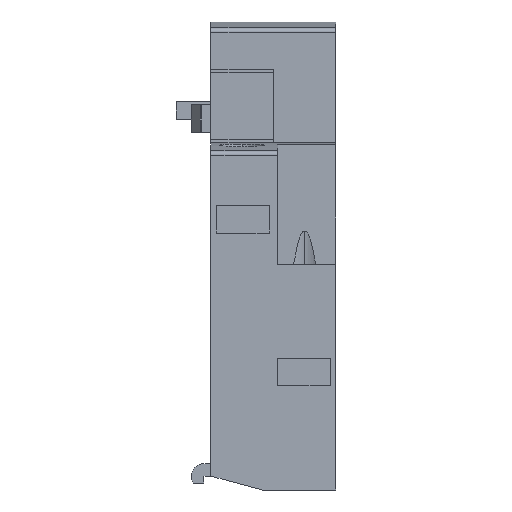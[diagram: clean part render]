
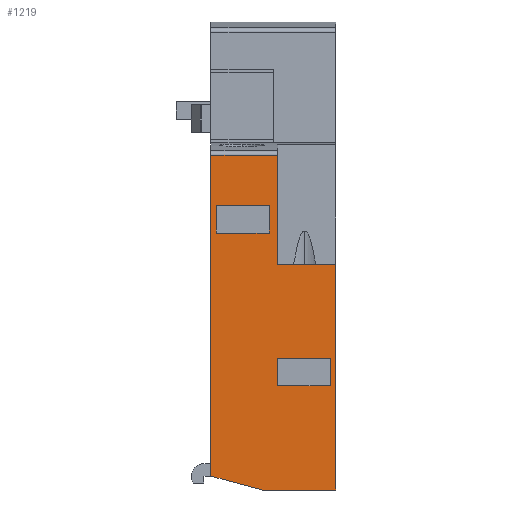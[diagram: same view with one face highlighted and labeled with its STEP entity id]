
A CAD part, front view. The second image highlights one B-rep face of the part: STEP entity #1219.
In plain terms, the highlighted planar face has unit normal (0, -1, 0).
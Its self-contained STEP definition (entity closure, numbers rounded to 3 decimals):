
#1219=ADVANCED_FACE('',(#3478,#3479,#3480),#3481,.T.);
#1919=VERTEX_POINT('',#4335);
#1921=VERTEX_POINT('',#4337);
#1923=EDGE_CURVE('',#1919,#1921,#4339,.T.);
#1935=VERTEX_POINT('',#4351);
#1937=EDGE_CURVE('',#1921,#1935,#4353,.T.);
#1945=VERTEX_POINT('',#4361);
#1947=EDGE_CURVE('',#1935,#1945,#4363,.T.);
#1957=EDGE_CURVE('',#1945,#1919,#4373,.T.);
#2003=VERTEX_POINT('',#4419);
#2007=VERTEX_POINT('',#4423);
#2009=EDGE_CURVE('',#2007,#2003,#4425,.T.);
#2013=VERTEX_POINT('',#4429);
#2015=EDGE_CURVE('',#2003,#2013,#4431,.T.);
#2023=VERTEX_POINT('',#4439);
#2025=EDGE_CURVE('',#2013,#2023,#4441,.T.);
#2027=VERTEX_POINT('',#4443);
#2029=EDGE_CURVE('',#2023,#2027,#4445,.T.);
#2031=VERTEX_POINT('',#4447);
#2033=EDGE_CURVE('',#2027,#2031,#4449,.T.);
#2035=VERTEX_POINT('',#4451);
#2037=EDGE_CURVE('',#2035,#2031,#4453,.T.);
#2039=EDGE_CURVE('',#2035,#2007,#4455,.T.);
#2041=VERTEX_POINT('',#4457);
#2043=VERTEX_POINT('',#4459);
#2045=EDGE_CURVE('',#2041,#2043,#4461,.T.);
#2047=VERTEX_POINT('',#4463);
#2049=EDGE_CURVE('',#2043,#2047,#4465,.T.);
#2051=VERTEX_POINT('',#4467);
#2053=EDGE_CURVE('',#2047,#2051,#4469,.T.);
#2055=EDGE_CURVE('',#2051,#2041,#4471,.T.);
#3478=FACE_OUTER_BOUND('',#5884,.T.);
#3479=FACE_BOUND('',#5885,.T.);
#3480=FACE_BOUND('',#5886,.T.);
#3481=PLANE('',#5887);
#4335=CARTESIAN_POINT('',(13.4,0.0,41.0));
#4337=CARTESIAN_POINT('',(13.4,0.0,37.0));
#4339=LINE('',#7230,#7231);
#4351=CARTESIAN_POINT('',(5.8,0.0,37.0));
#4353=LINE('',#7252,#7253);
#4361=CARTESIAN_POINT('',(5.8,0.0,41.0));
#4363=LINE('',#7268,#7269);
#4373=LINE('',#7286,#7287);
#4419=CARTESIAN_POINT('',(14.6,0.0,32.5));
#4423=CARTESIAN_POINT('',(23.0,0.0,32.5));
#4425=LINE('',#7363,#7364);
#4429=CARTESIAN_POINT('',(14.6,0.0,48.227));
#4431=LINE('',#7373,#7374);
#4439=CARTESIAN_POINT('',(5.0,0.0,48.227));
#4441=LINE('',#7387,#7388);
#4443=CARTESIAN_POINT('',(5.0,0.0,2.));
#4445=LINE('',#7393,#7394);
#4447=CARTESIAN_POINT('',(12.464,0.0,0.0));
#4449=LINE('',#7399,#7400);
#4451=CARTESIAN_POINT('',(23.0,0.0,0.0));
#4453=LINE('',#7405,#7406);
#4455=LINE('',#7409,#7410);
#4457=CARTESIAN_POINT('',(14.6,0.0,15.0));
#4459=CARTESIAN_POINT('',(14.6,0.0,19.0));
#4461=LINE('',#7417,#7418);
#4463=CARTESIAN_POINT('',(22.2,0.0,19.0));
#4465=LINE('',#7423,#7424);
#4467=CARTESIAN_POINT('',(22.2,0.0,15.0));
#4469=LINE('',#7429,#7430);
#4471=LINE('',#7433,#7434);
#5884=EDGE_LOOP('',(#9870,#9871,#9872,#9873,#9874,#9875,#9876));
#5885=EDGE_LOOP('',(#9877,#9878,#9879,#9880));
#5886=EDGE_LOOP('',(#9881,#9882,#9883,#9884));
#5887=AXIS2_PLACEMENT_3D('',#9885,#9886,#9887);
#7230=CARTESIAN_POINT('',(13.4,0.0,42.613));
#7231=VECTOR('',#11428,1.0);
#7252=CARTESIAN_POINT('',(16.3,0.0,37.0));
#7253=VECTOR('',#11432,1.0);
#7268=CARTESIAN_POINT('',(5.8,0.0,42.613));
#7269=VECTOR('',#11435,1.0);
#7286=CARTESIAN_POINT('',(16.3,0.0,41.0));
#7287=VECTOR('',#11439,1.0);
#7363=CARTESIAN_POINT('',(20.9,0.0,32.5));
#7364=VECTOR('',#11464,1.0);
#7373=CARTESIAN_POINT('',(14.6,0.0,40.363));
#7374=VECTOR('',#11466,1.0);
#7387=CARTESIAN_POINT('',(23.0,0.0,48.227));
#7388=VECTOR('',#11473,1.0);
#7393=CARTESIAN_POINT('',(5.0,0.0,0.0));
#7394=VECTOR('',#11474,1.0);
#7399=CARTESIAN_POINT('',(11.351,0.0,0.298));
#7400=VECTOR('',#11475,1.0);
#7405=CARTESIAN_POINT('',(23.0,0.0,0.0));
#7406=VECTOR('',#11476,1.0);
#7409=CARTESIAN_POINT('',(23.0,0.0,0.0));
#7410=VECTOR('',#11477,1.0);
#7417=CARTESIAN_POINT('',(14.6,0.0,31.613));
#7418=VECTOR('',#11478,1.0);
#7423=CARTESIAN_POINT('',(20.7,0.0,19.0));
#7424=VECTOR('',#11479,1.0);
#7429=CARTESIAN_POINT('',(22.2,0.0,31.613));
#7430=VECTOR('',#11480,1.0);
#7433=CARTESIAN_POINT('',(20.7,0.0,15.0));
#7434=VECTOR('',#11481,1.0);
#9870=ORIENTED_EDGE('',*,*,#2009,.T.);
#9871=ORIENTED_EDGE('',*,*,#2015,.T.);
#9872=ORIENTED_EDGE('',*,*,#2025,.T.);
#9873=ORIENTED_EDGE('',*,*,#2029,.T.);
#9874=ORIENTED_EDGE('',*,*,#2033,.T.);
#9875=ORIENTED_EDGE('',*,*,#2037,.F.);
#9876=ORIENTED_EDGE('',*,*,#2039,.T.);
#9877=ORIENTED_EDGE('',*,*,#1947,.T.);
#9878=ORIENTED_EDGE('',*,*,#1957,.T.);
#9879=ORIENTED_EDGE('',*,*,#1923,.T.);
#9880=ORIENTED_EDGE('',*,*,#1937,.T.);
#9881=ORIENTED_EDGE('',*,*,#2045,.T.);
#9882=ORIENTED_EDGE('',*,*,#2049,.T.);
#9883=ORIENTED_EDGE('',*,*,#2053,.T.);
#9884=ORIENTED_EDGE('',*,*,#2055,.T.);
#9885=CARTESIAN_POINT('',(23.0,0.0,48.227));
#9886=DIRECTION('',(0.0,-1.0,0.0));
#9887=DIRECTION('',(0.0,0.0,1.0));
#11428=DIRECTION('',(0.0,0.0,-1.0));
#11432=DIRECTION('',(-1.0,-0.0,0.0));
#11435=DIRECTION('',(0.0,-0.0,1.0));
#11439=DIRECTION('',(1.0,0.0,0.0));
#11464=DIRECTION('',(-1.0,-0.0,0.0));
#11466=DIRECTION('',(0.0,-0.0,1.0));
#11473=DIRECTION('',(-1.0,0.0,0.0));
#11474=DIRECTION('',(0.0,0.0,-1.0));
#11475=DIRECTION('',(0.966,0.0,-0.259));
#11476=DIRECTION('',(-1.0,0.0,0.0));
#11477=DIRECTION('',(0.0,0.0,1.0));
#11478=DIRECTION('',(0.0,-0.0,1.0));
#11479=DIRECTION('',(1.0,0.0,0.0));
#11480=DIRECTION('',(0.0,0.0,-1.0));
#11481=DIRECTION('',(-1.0,-0.0,0.0));
